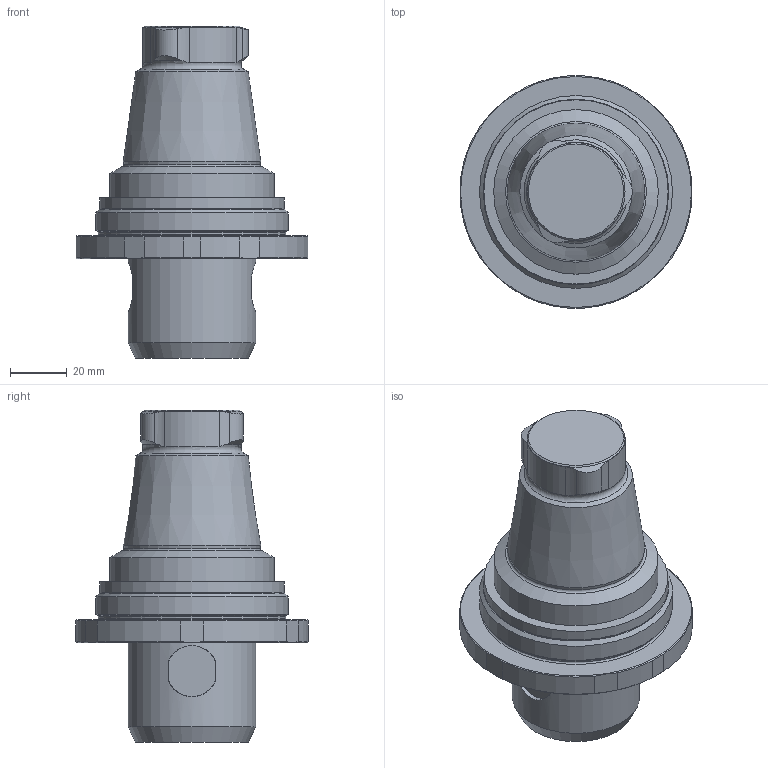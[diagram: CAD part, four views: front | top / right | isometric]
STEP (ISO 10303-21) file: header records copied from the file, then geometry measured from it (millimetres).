
FILE_DESCRIPTION(/* description */ ('Unknown'),/* implementation_level */ '2;1');
FILE_NAME(/* name */ '320150020',/* time_stamp */ '2020-08-06T11:04:07+02:00',/* author */ ('WTO KS'),/* organization */ ('WTO'),/* preprocessor_version */ 'ST-DEVELOPER v16.7',/* originating_system */ 'DEX',/* authorisation */ $);
FILE_SCHEMA (('AUTOMOTIVE_DESIGN {1 0 10303 214 3 1 1}'));
Length unit declared in the file: millimetre
Products named in the file (1): 090325_320150020_vereinfacht_STP_00416373
Bounding box: 81.6 x 81.8 x 117 mm (x, y, z)
Volume: 223304.6 mm3; surface area: 30889.3 mm2
Topology: 1 solids, 1 shells, 66 faces, 159 edges, 102 vertices
Faces by surface type: cylinder 30, plane 17, cone 14, torus 5
Full cylindrical faces by diameter (mm): 20 x1, 45 x1, 58 x1, 64.96 x1, 66.1 x1, 68 x1
Entity records: 1877 total; most frequent: CARTESIAN_POINT 469, DIRECTION 278, ORIENTED_EDGE 262, EDGE_CURVE 131, AXIS2_PLACEMENT_3D 124, VERTEX_POINT 96, EDGE_LOOP 95, FACE_BOUND 95
